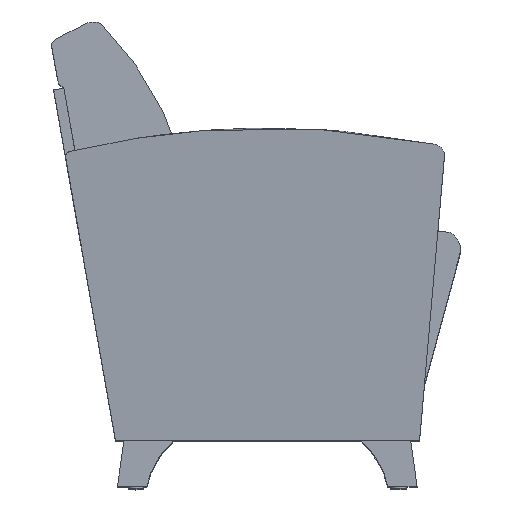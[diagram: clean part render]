
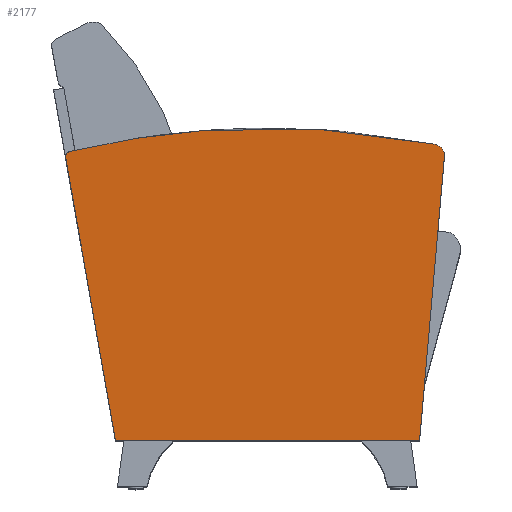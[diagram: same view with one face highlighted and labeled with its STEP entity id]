
A CAD part, top view. The second image highlights one B-rep face of the part: STEP entity #2177.
In plain terms, the highlighted face is planar.
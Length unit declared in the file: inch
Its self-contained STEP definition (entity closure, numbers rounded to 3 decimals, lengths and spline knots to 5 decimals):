
#104=ELLIPSE('',#2425,0.40081,0.4);
#105=ELLIPSE('',#2428,1.00203,1.);
#106=ELLIPSE('',#2429,61.57433,61.44981);
#178=PLANE('',#2427);
#280=FACE_OUTER_BOUND('',#412,.T.);
#412=EDGE_LOOP('',(#1747,#1748,#1749,#1750,#1751,#1752));
#605=LINE('',#3581,#786);
#606=LINE('',#3584,#787);
#607=LINE('',#3586,#788);
#786=VECTOR('',#2879,0.3937);
#787=VECTOR('',#2882,0.3937);
#788=VECTOR('',#2883,0.3937);
#1056=VERTEX_POINT('',#3571);
#1057=VERTEX_POINT('',#3573);
#1059=VERTEX_POINT('',#3579);
#1060=VERTEX_POINT('',#3583);
#1061=VERTEX_POINT('',#3585);
#1062=VERTEX_POINT('',#3587);
#1307=EDGE_CURVE('',#1057,#1056,#104,.T.);
#1311=EDGE_CURVE('',#1056,#1059,#605,.T.);
#1312=EDGE_CURVE('',#1059,#1060,#606,.T.);
#1313=EDGE_CURVE('',#1060,#1061,#607,.T.);
#1314=EDGE_CURVE('',#1061,#1062,#105,.T.);
#1315=EDGE_CURVE('',#1062,#1057,#106,.T.);
#1747=ORIENTED_EDGE('',*,*,#1307,.T.);
#1748=ORIENTED_EDGE('',*,*,#1311,.T.);
#1749=ORIENTED_EDGE('',*,*,#1312,.T.);
#1750=ORIENTED_EDGE('',*,*,#1313,.T.);
#1751=ORIENTED_EDGE('',*,*,#1314,.T.);
#1752=ORIENTED_EDGE('',*,*,#1315,.T.);
#2177=ADVANCED_FACE('',(#280),#178,.T.);
#2425=AXIS2_PLACEMENT_3D('',#3574,#2872,#2873);
#2427=AXIS2_PLACEMENT_3D('',#3582,#2880,#2881);
#2428=AXIS2_PLACEMENT_3D('',#3588,#2884,#2885);
#2429=AXIS2_PLACEMENT_3D('',#3589,#2886,#2887);
#2872=DIRECTION('center_axis',(0.,-0.064,-0.998));
#2873=DIRECTION('ref_axis',(0.,0.998,-0.064));
#2879=DIRECTION('',(-0.173,-0.983,0.063));
#2880=DIRECTION('center_axis',(0.,-0.064,-0.998));
#2881=DIRECTION('ref_axis',(0.,-0.998,0.064));
#2882=DIRECTION('',(-1.,0.,0.));
#2883=DIRECTION('',(-0.087,0.994,-0.063));
#2884=DIRECTION('center_axis',(0.,-0.064,-0.998));
#2885=DIRECTION('ref_axis',(0.,0.998,-0.064));
#2886=DIRECTION('center_axis',(0.,-0.064,-0.998));
#2887=DIRECTION('ref_axis',(0.,0.998,-0.064));
#3571=CARTESIAN_POINT('',(-6.39498,20.4451,0.13777));
#3573=CARTESIAN_POINT('',(-6.69534,20.90347,0.10858));
#3574=CARTESIAN_POINT('Origin',(-6.7889,20.51456,0.13335));
#3579=CARTESIAN_POINT('',(-10.,0.,1.44));
#3581=CARTESIAN_POINT('',(-6.15588,21.80111,0.05141));
#3582=CARTESIAN_POINT('Origin',(-5.,22.60818,0.));
#3583=CARTESIAN_POINT('',(-32.,0.,1.44));
#3584=CARTESIAN_POINT('',(-7.5,0.,1.44));
#3585=CARTESIAN_POINT('',(-33.81714,20.77004,0.11708));
#3586=CARTESIAN_POINT('',(-32.88333,10.09647,0.79692));
#3587=CARTESIAN_POINT('',(-32.92899,21.45282,0.07359));
#3588=CARTESIAN_POINT('Origin',(-32.86817,20.45467,0.13717));
#3589=CARTESIAN_POINT('Origin',(-21.06903,-38.84162,3.91397));
